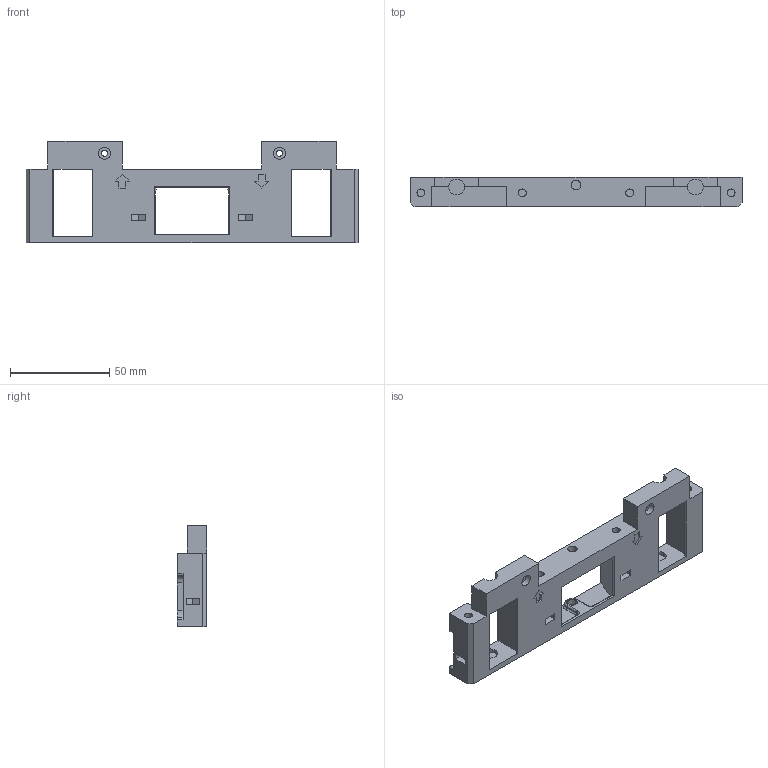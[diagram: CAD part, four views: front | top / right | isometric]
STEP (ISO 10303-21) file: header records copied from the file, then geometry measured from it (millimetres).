
FILE_DESCRIPTION(('FreeCAD Model'),'2;1');
FILE_NAME('LidPhoneCarriage.step', '2016-12-29T13:20:25',('Author'),(''), 'Open CASCADE STEP processor 6.8','FreeCAD','Unknown');
FILE_SCHEMA(('AUTOMOTIVE_DESIGN_CC2 { 1 2 10303 214 -1 1 5 4 }'));
Length unit declared in the file: millimetre
Products named in the file (2): ASSEMBLY; LowerPhoneCarriage
Assembly tree (1 placements, depth 2):
  ASSEMBLY
    LowerPhoneCarriage
Bounding box: 167 x 15 x 51 mm (x, y, z)
Volume: 55068.5 mm3; surface area: 24336.2 mm2
Topology: 1 solids, 1 shells, 173 faces, 445 edges, 291 vertices
Faces by surface type: plane 116, cylinder 49, torus 8
Full cylindrical faces by diameter (mm): 3 x2, 4 x8, 4.8 x2, 6 x2, 8 x2
Entity records: 11957 total; most frequent: CARTESIAN_POINT 2930, DIRECTION 1681, LINE 1067, VECTOR 1067, ORIENTED_EDGE 890, PCURVE 890, DEFINITIONAL_REPRESENTATION 890, EDGE_CURVE 445
